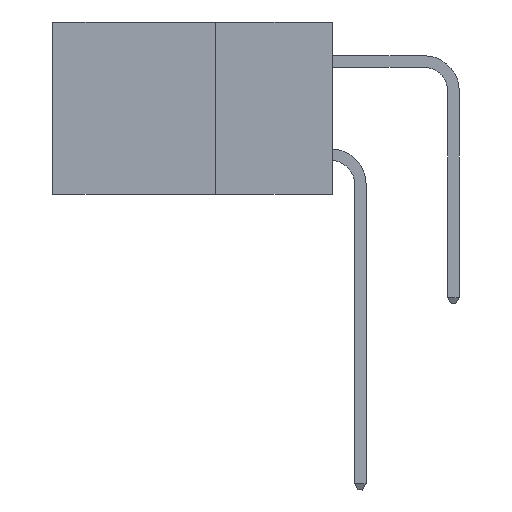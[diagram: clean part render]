
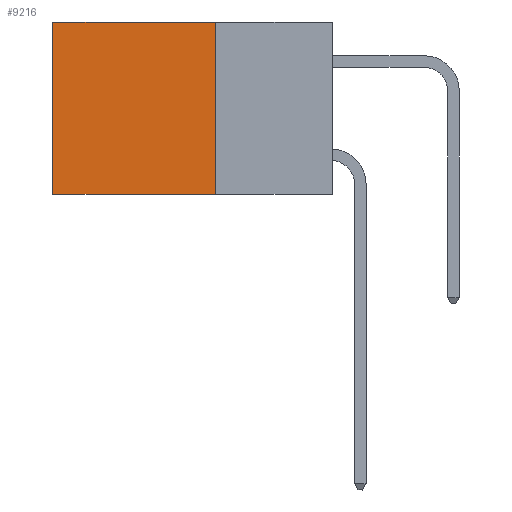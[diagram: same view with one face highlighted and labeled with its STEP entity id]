
A CAD part, left-side view. The second image highlights one B-rep face of the part: STEP entity #9216.
In plain terms, the highlighted planar face has unit normal (-1, 0, 0).
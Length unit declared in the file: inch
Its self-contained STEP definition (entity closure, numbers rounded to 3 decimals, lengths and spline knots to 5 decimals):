
#379 = ORIENTED_EDGE ( 'NONE', *, *, #11803, .T. ) ;
#1631 = CARTESIAN_POINT ( 'NONE',  ( 0.298, 0.25, -0.37 ) ) ;
#1721 = VERTEX_POINT ( 'NONE', #8440 ) ;
#1832 = CARTESIAN_POINT ( 'NONE',  ( 0.298, 0.6, 0. ) ) ;
#2363 = DIRECTION ( 'NONE',  ( 1., 0., 0. ) ) ;
#2806 = VECTOR ( 'NONE', #4133, 39.37008 ) ;
#4133 = DIRECTION ( 'NONE',  ( 0., 1., 0. ) ) ;
#5749 = AXIS2_PLACEMENT_3D ( 'NONE', #14813, #2363, #16176 ) ;
#6255 = EDGE_CURVE ( 'NONE', #1721, #14529, #8597, .T. ) ;
#7273 = CARTESIAN_POINT ( 'NONE',  ( 0.298, 0.25, -0.37 ) ) ;
#7461 = PLANE ( 'NONE',  #5749 ) ;
#7500 = CARTESIAN_POINT ( 'NONE',  ( 0.298, 0.25, 0. ) ) ;
#7597 = EDGE_LOOP ( 'NONE', ( #15783, #14764, #12960, #379 ) ) ;
#8305 = DIRECTION ( 'NONE',  ( 0., 1., 0. ) ) ;
#8440 = CARTESIAN_POINT ( 'NONE',  ( 0.298, 0.25, 0. ) ) ;
#8597 = LINE ( 'NONE', #7500, #9549 ) ;
#8616 = CARTESIAN_POINT ( 'NONE',  ( 0.298, 0.6, -0.37 ) ) ;
#9216 = ADVANCED_FACE ( 'NONE', ( #12258 ), #7461, .F. ) ;
#9549 = VECTOR ( 'NONE', #11224, 39.37008 ) ;
#10397 = DIRECTION ( 'NONE',  ( 0., 0., -1. ) ) ;
#11018 = VECTOR ( 'NONE', #8305, 39.37008 ) ;
#11224 = DIRECTION ( 'NONE',  ( 0., 0., -1. ) ) ;
#11385 = EDGE_CURVE ( 'NONE', #14529, #15171, #13716, .T. ) ;
#11803 = EDGE_CURVE ( 'NONE', #1721, #12548, #15672, .T. ) ;
#11928 = VECTOR ( 'NONE', #10397, 39.37008 ) ;
#11969 = CARTESIAN_POINT ( 'NONE',  ( 0.298, 0.25, 0. ) ) ;
#12258 = FACE_OUTER_BOUND ( 'NONE', #7597, .T. ) ;
#12548 = VERTEX_POINT ( 'NONE', #13460 ) ;
#12960 = ORIENTED_EDGE ( 'NONE', *, *, #6255, .F. ) ;
#13255 = LINE ( 'NONE', #1832, #11928 ) ;
#13460 = CARTESIAN_POINT ( 'NONE',  ( 0.298, 0.6, 0. ) ) ;
#13663 = EDGE_CURVE ( 'NONE', #12548, #15171, #13255, .T. ) ;
#13716 = LINE ( 'NONE', #1631, #2806 ) ;
#14529 = VERTEX_POINT ( 'NONE', #7273 ) ;
#14764 = ORIENTED_EDGE ( 'NONE', *, *, #11385, .F. ) ;
#14813 = CARTESIAN_POINT ( 'NONE',  ( 0.298, 0.25, 0. ) ) ;
#15171 = VERTEX_POINT ( 'NONE', #8616 ) ;
#15672 = LINE ( 'NONE', #11969, #11018 ) ;
#15783 = ORIENTED_EDGE ( 'NONE', *, *, #13663, .T. ) ;
#16176 = DIRECTION ( 'NONE',  ( 0., 0., -1. ) ) ;
